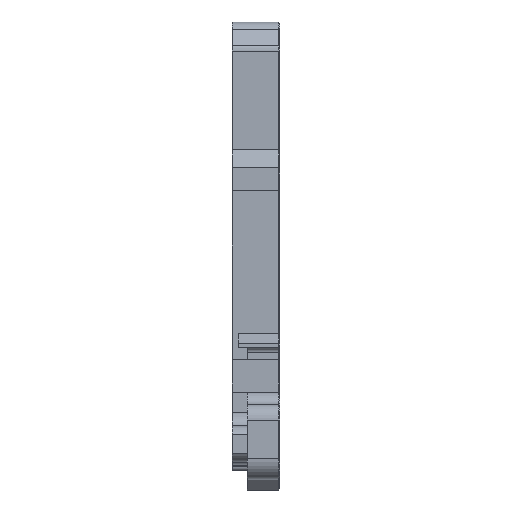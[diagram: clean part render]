
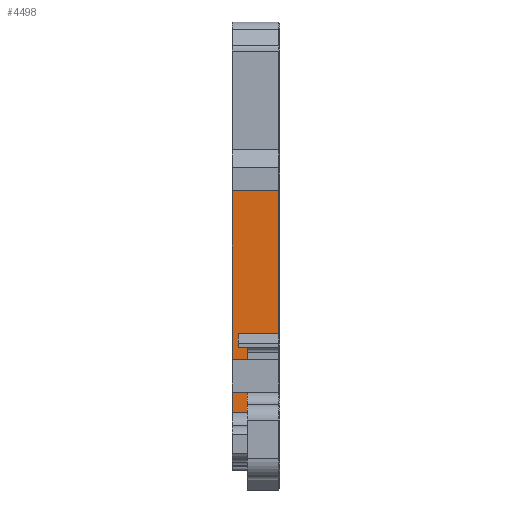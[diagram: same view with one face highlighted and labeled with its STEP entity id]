
A CAD part, left-side view. The second image highlights one B-rep face of the part: STEP entity #4498.
In plain terms, the highlighted face is planar.
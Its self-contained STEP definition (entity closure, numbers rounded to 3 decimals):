
#420=FACE_OUTER_BOUND('',#679,.T.);
#679=EDGE_LOOP('',(#3413,#3414,#3415,#3416,#3417,#3418,#3419,#3420));
#1002=LINE('',#6678,#1497);
#1119=LINE('',#6987,#1614);
#1120=LINE('',#6991,#1615);
#1121=LINE('',#6993,#1616);
#1122=LINE('',#6995,#1617);
#1123=LINE('',#6997,#1618);
#1124=LINE('',#6999,#1619);
#1125=LINE('',#7000,#1620);
#1497=VECTOR('',#5344,10.);
#1614=VECTOR('',#5669,6.8);
#1615=VECTOR('',#5674,10.);
#1616=VECTOR('',#5675,77.46);
#1617=VECTOR('',#5676,10.);
#1618=VECTOR('',#5677,10.);
#1619=VECTOR('',#5678,10.);
#1620=VECTOR('',#5679,77.46);
#1979=VERTEX_POINT('',#6676);
#1980=VERTEX_POINT('',#6677);
#2068=VERTEX_POINT('',#6986);
#2069=VERTEX_POINT('',#6990);
#2070=VERTEX_POINT('',#6992);
#2071=VERTEX_POINT('',#6994);
#2072=VERTEX_POINT('',#6996);
#2073=VERTEX_POINT('',#6998);
#2440=EDGE_CURVE('',#1979,#1980,#1002,.T.);
#2598=EDGE_CURVE('',#1980,#2068,#1119,.T.);
#2600=EDGE_CURVE('',#1979,#2069,#1120,.T.);
#2601=EDGE_CURVE('',#2069,#2070,#1121,.T.);
#2602=EDGE_CURVE('',#2070,#2071,#1122,.T.);
#2603=EDGE_CURVE('',#2071,#2072,#1123,.T.);
#2604=EDGE_CURVE('',#2072,#2073,#1124,.T.);
#2605=EDGE_CURVE('',#2073,#2068,#1125,.T.);
#3413=ORIENTED_EDGE('',*,*,#2440,.F.);
#3414=ORIENTED_EDGE('',*,*,#2600,.T.);
#3415=ORIENTED_EDGE('',*,*,#2601,.T.);
#3416=ORIENTED_EDGE('',*,*,#2602,.T.);
#3417=ORIENTED_EDGE('',*,*,#2603,.T.);
#3418=ORIENTED_EDGE('',*,*,#2604,.T.);
#3419=ORIENTED_EDGE('',*,*,#2605,.T.);
#3420=ORIENTED_EDGE('',*,*,#2598,.F.);
#4282=PLANE('',#4833);
#4498=ADVANCED_FACE('',(#420),#4282,.F.);
#4833=AXIS2_PLACEMENT_3D('',#6989,#5672,#5673);
#5344=DIRECTION('',(0.,0.,1.));
#5669=DIRECTION('',(0.,1.,0.));
#5672=DIRECTION('center_axis',(-1.,0.,0.));
#5673=DIRECTION('ref_axis',(0.,0.,1.));
#5674=DIRECTION('',(0.,1.,0.));
#5675=DIRECTION('',(0.,0.,1.));
#5676=DIRECTION('',(0.,-1.,0.));
#5677=DIRECTION('',(0.,0.,1.));
#5678=DIRECTION('',(0.,1.,0.));
#5679=DIRECTION('',(0.,0.,1.));
#6676=CARTESIAN_POINT('',(62.,0.25,-67.45));
#6677=CARTESIAN_POINT('',(62.,0.25,-16.907));
#6678=CARTESIAN_POINT('',(62.,0.25,-47.5));
#6986=CARTESIAN_POINT('',(62.,10.3,-16.907));
#6987=CARTESIAN_POINT('',(62.,3.5,-16.907));
#6989=CARTESIAN_POINT('Origin',(62.,2.,-95.));
#6990=CARTESIAN_POINT('',(62.,10.3,-67.45));
#6991=CARTESIAN_POINT('',(62.,1.,-67.45));
#6992=CARTESIAN_POINT('',(62.,10.3,-28.2));
#6993=CARTESIAN_POINT('',(62.,10.3,-94.367));
#6994=CARTESIAN_POINT('',(62.,7.6,-28.2));
#6995=CARTESIAN_POINT('',(62.,6.15,-28.2));
#6996=CARTESIAN_POINT('',(62.,7.6,-21.2));
#6997=CARTESIAN_POINT('',(62.,7.6,-59.85));
#6998=CARTESIAN_POINT('',(62.,10.3,-21.2));
#6999=CARTESIAN_POINT('',(62.,6.15,-21.2));
#7000=CARTESIAN_POINT('',(62.,10.3,-94.367));
